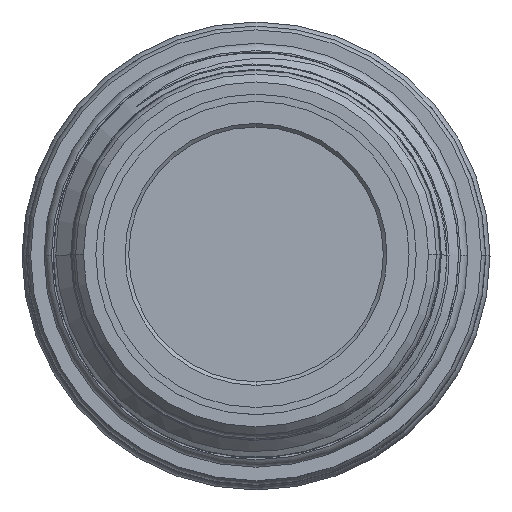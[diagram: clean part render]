
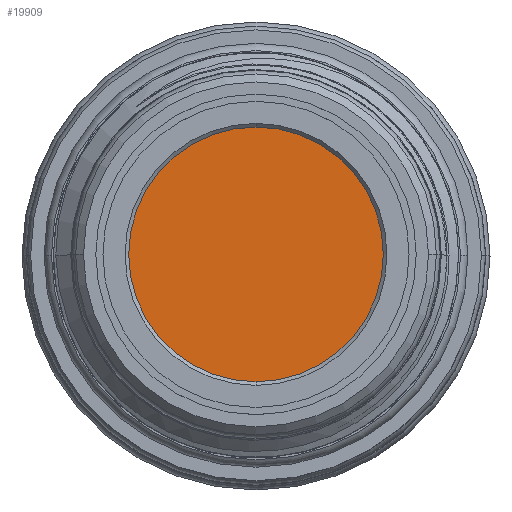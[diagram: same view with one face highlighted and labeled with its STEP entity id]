
A CAD part, top view. The second image highlights one B-rep face of the part: STEP entity #19909.
In plain terms, the highlighted planar face has unit normal (0, 0, 1).
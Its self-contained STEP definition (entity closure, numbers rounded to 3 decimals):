
#438 = DIRECTION ( 'NONE',  ( 0., 0., -1. ) ) ;
#1963 = FACE_OUTER_BOUND ( 'NONE', #10883, .T. ) ;
#3012 = CIRCLE ( 'NONE', #30033, 11.205 ) ;
#7933 = DIRECTION ( 'NONE',  ( 0., -1., 0. ) ) ;
#10883 = EDGE_LOOP ( 'NONE', ( #24558, #17675 ) ) ;
#12254 = EDGE_CURVE ( 'NONE', #34156, #34026, #21063, .T. ) ;
#15341 = CARTESIAN_POINT ( 'NONE',  ( 0., 0., 29.233 ) ) ;
#17218 = AXIS2_PLACEMENT_3D ( 'NONE', #15341, #23821, #7933 ) ;
#17675 = ORIENTED_EDGE ( 'NONE', *, *, #12254, .F. ) ;
#19909 = ADVANCED_FACE ( 'NONE', ( #1963 ), #30333, .T. ) ;
#21063 = CIRCLE ( 'NONE', #17218, 11.205 ) ;
#21765 = DIRECTION ( 'NONE',  ( 0., -1., 0. ) ) ;
#22933 = CARTESIAN_POINT ( 'NONE',  ( 0., 11.205, 29.233 ) ) ;
#23821 = DIRECTION ( 'NONE',  ( 0., 0., -1. ) ) ;
#24558 = ORIENTED_EDGE ( 'NONE', *, *, #30162, .F. ) ;
#25113 = CARTESIAN_POINT ( 'NONE',  ( 0., 0., 29.233 ) ) ;
#28090 = AXIS2_PLACEMENT_3D ( 'NONE', #25113, #30456, #29999 ) ;
#29999 = DIRECTION ( 'NONE',  ( 0., -1., 0. ) ) ;
#30033 = AXIS2_PLACEMENT_3D ( 'NONE', #32224, #438, #21765 ) ;
#30162 = EDGE_CURVE ( 'NONE', #34026, #34156, #3012, .T. ) ;
#30333 = PLANE ( 'NONE',  #28090 ) ;
#30456 = DIRECTION ( 'NONE',  ( 0., 0., 1. ) ) ;
#31168 = CARTESIAN_POINT ( 'NONE',  ( 0., -11.205, 29.233 ) ) ;
#32224 = CARTESIAN_POINT ( 'NONE',  ( 0., 0., 29.233 ) ) ;
#34026 = VERTEX_POINT ( 'NONE', #31168 ) ;
#34156 = VERTEX_POINT ( 'NONE', #22933 ) ;
